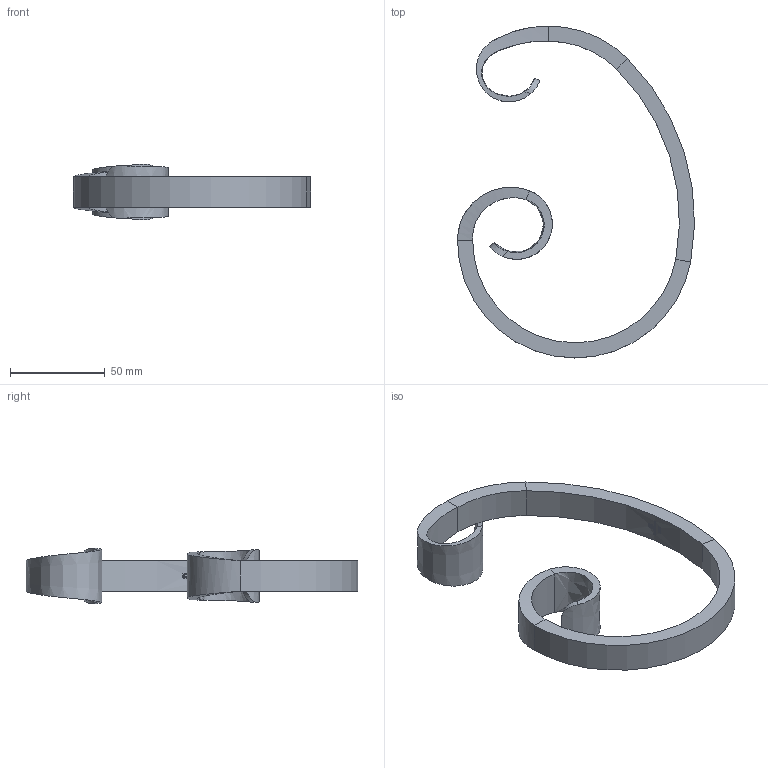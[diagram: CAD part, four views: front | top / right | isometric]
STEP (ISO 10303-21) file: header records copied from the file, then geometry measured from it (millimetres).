
FILE_DESCRIPTION (( 'STEP AP203' ), '1' );
FILE_NAME ('3085.step', '2022-10-07T10:11:41', ( '' ), ( '' ), 'SwSTEP 2.0', 'SolidWorks 2018', '' );
FILE_SCHEMA (( 'CONFIG_CONTROL_DESIGN' ));
Length unit declared in the file: millimetre
Products named in the file (1): 3085
Bounding box: 124.97 x 175 x 29.3 mm (x, y, z)
Volume: 62880.6 mm3; surface area: 26986.4 mm2
Topology: 1 solids, 1 shells, 250 faces, 667 edges, 438 vertices
Faces by surface type: bspline 132, plane 93, cylinder 25
Entity records: 13173 total; most frequent: CARTESIAN_POINT 7701, ORIENTED_EDGE 1334, DIRECTION 737, EDGE_CURVE 667, VERTEX_POINT 438, VECTOR 303, LINE 303, EDGE_LOOP 269
